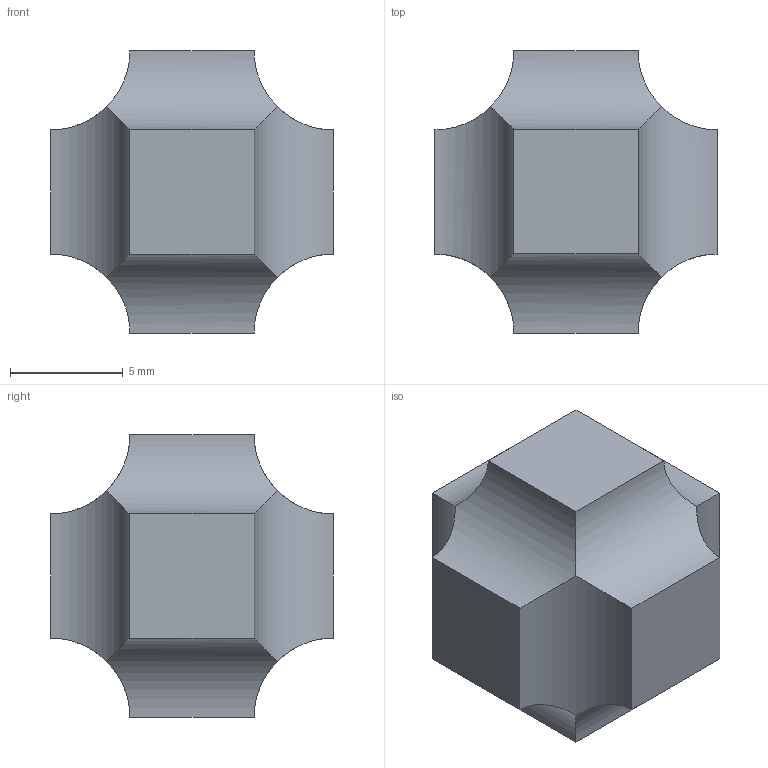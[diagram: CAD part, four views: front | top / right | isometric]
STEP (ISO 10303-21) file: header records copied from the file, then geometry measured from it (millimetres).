
FILE_DESCRIPTION(('FreeCAD Model'),'2;1');
FILE_NAME('Open CASCADE Shape Model','2024-10-25T16:32:46',(''),(''), 'Open CASCADE STEP processor 7.7','FreeCAD','Unknown');
FILE_SCHEMA(('AUTOMOTIVE_DESIGN { 1 0 10303 214 1 1 1 1 }'));
Length unit declared in the file: millimetre
Products named in the file (1): STEMFIE Construction Standard - Template - Block Unit Node CC 
BU01x01x01 - SCS-TPL-0002 (stemfie.org)
Bounding box: 12.5 x 12.5 x 12.5 mm (x, y, z)
Volume: 995 mm3; surface area: 590.4 mm2
Topology: 1 solids, 1 shells, 18 faces, 51 edges, 35 vertices
Faces by surface type: cylinder 12, plane 6
Entity records: 773 total; most frequent: CARTESIAN_POINT 111, DIRECTION 110, ORIENTED_EDGE 102, EDGE_CURVE 51, AXIS2_PLACEMENT_3D 46, VERTEX_POINT 35, ELLIPSE 27, PRESENTATION_STYLE_ASSIGNMENT 19
